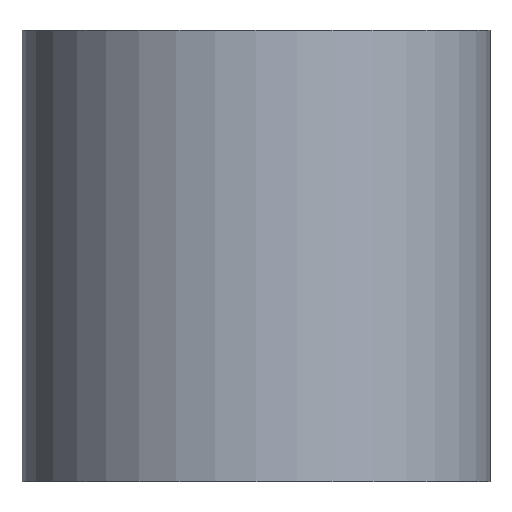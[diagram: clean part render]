
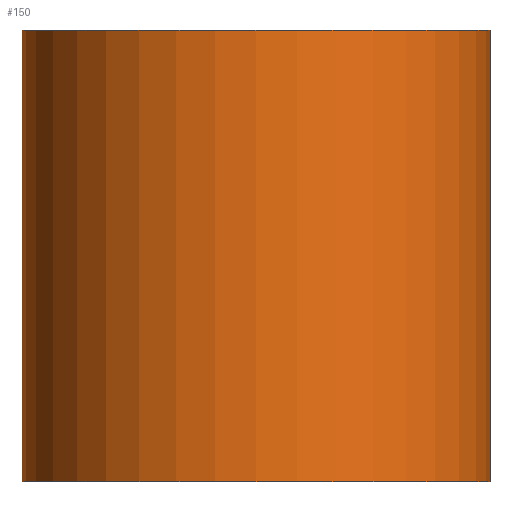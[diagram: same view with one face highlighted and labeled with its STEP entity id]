
A CAD part, front view. The second image highlights one B-rep face of the part: STEP entity #150.
In plain terms, the highlighted cylindrical face has radius 5 mm (diameter 10 mm), a full revolution.
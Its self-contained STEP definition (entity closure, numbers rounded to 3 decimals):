
#21=FACE_OUTER_BOUND('',#29,.T.);
#29=EDGE_LOOP('',(#102,#103,#104,#105,#106));
#37=LINE('',#270,#41);
#41=VECTOR('',#211,5.);
#45=CIRCLE('',#179,5.);
#46=CIRCLE('',#180,5.);
#47=CIRCLE('',#181,5.);
#64=VERTEX_POINT('',#267);
#65=VERTEX_POINT('',#269);
#66=VERTEX_POINT('',#271);
#79=EDGE_CURVE('',#64,#64,#45,.T.);
#80=EDGE_CURVE('',#64,#65,#37,.T.);
#81=EDGE_CURVE('',#65,#66,#46,.T.);
#82=EDGE_CURVE('',#66,#65,#47,.T.);
#102=ORIENTED_EDGE('',*,*,#79,.T.);
#103=ORIENTED_EDGE('',*,*,#80,.T.);
#104=ORIENTED_EDGE('',*,*,#81,.T.);
#105=ORIENTED_EDGE('',*,*,#82,.T.);
#106=ORIENTED_EDGE('',*,*,#80,.F.);
#148=CYLINDRICAL_SURFACE('',#178,5.);
#150=ADVANCED_FACE('',(#21),#148,.T.);
#178=AXIS2_PLACEMENT_3D('',#266,#207,#208);
#179=AXIS2_PLACEMENT_3D('',#268,#209,#210);
#180=AXIS2_PLACEMENT_3D('',#272,#212,#213);
#181=AXIS2_PLACEMENT_3D('',#273,#214,#215);
#207=DIRECTION('center_axis',(0.,0.,1.));
#208=DIRECTION('ref_axis',(-1.,0.,0.));
#209=DIRECTION('center_axis',(0.,0.,-1.));
#210=DIRECTION('ref_axis',(-1.,0.,0.));
#211=DIRECTION('',(0.,0.,-1.));
#212=DIRECTION('center_axis',(0.,0.,1.));
#213=DIRECTION('ref_axis',(-1.,0.,0.));
#214=DIRECTION('center_axis',(0.,0.,1.));
#215=DIRECTION('ref_axis',(-1.,0.,0.));
#266=CARTESIAN_POINT('Origin',(0.,0.,0.));
#267=CARTESIAN_POINT('',(5.,0.,9.82));
#268=CARTESIAN_POINT('Origin',(0.,0.,9.82));
#269=CARTESIAN_POINT('',(5.,0.,0.18));
#270=CARTESIAN_POINT('',(5.,0.,0.));
#271=CARTESIAN_POINT('',(-5.,0.,0.18));
#272=CARTESIAN_POINT('Origin',(0.,0.,0.18));
#273=CARTESIAN_POINT('Origin',(0.,0.,0.18));
